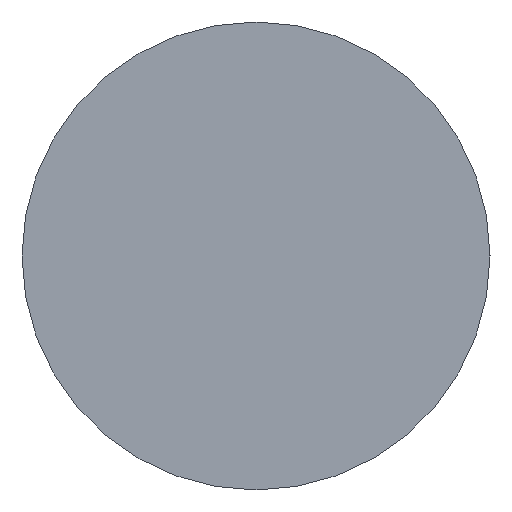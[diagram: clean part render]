
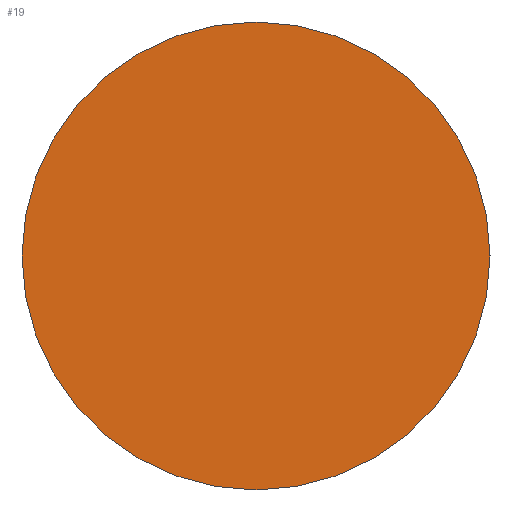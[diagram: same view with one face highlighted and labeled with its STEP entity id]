
A CAD part, left-side view. The second image highlights one B-rep face of the part: STEP entity #19.
In plain terms, the highlighted planar face has unit normal (-1, 0, 0).
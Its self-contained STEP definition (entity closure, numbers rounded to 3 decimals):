
#1 = DIRECTION ( 'NONE',  ( 0., 0., -1. ) ) ;
#6 = VERTEX_POINT ( 'NONE', #9 ) ;
#9 = CARTESIAN_POINT ( 'NONE',  ( 0., 0., 4. ) ) ;
#16 = CARTESIAN_POINT ( 'NONE',  ( 0., 0., -4. ) ) ;
#19 = ADVANCED_FACE ( 'NONE', ( #74 ), #153, .F. ) ;
#25 = AXIS2_PLACEMENT_3D ( 'NONE', #54, #86, #1 ) ;
#27 = DIRECTION ( 'NONE',  ( 0., 0., -1. ) ) ;
#39 = ORIENTED_EDGE ( 'NONE', *, *, #139, .F. ) ;
#46 = CIRCLE ( 'NONE', #145, 4. ) ;
#50 = AXIS2_PLACEMENT_3D ( 'NONE', #81, #76, #103 ) ;
#52 = ORIENTED_EDGE ( 'NONE', *, *, #126, .F. ) ;
#54 = CARTESIAN_POINT ( 'NONE',  ( 0., 0., 0. ) ) ;
#72 = CIRCLE ( 'NONE', #25, 4. ) ;
#74 = FACE_OUTER_BOUND ( 'NONE', #91, .T. ) ;
#76 = DIRECTION ( 'NONE',  ( 1., 0., 0. ) ) ;
#81 = CARTESIAN_POINT ( 'NONE',  ( 0., 0., 0. ) ) ;
#86 = DIRECTION ( 'NONE',  ( 1., 0., 0. ) ) ;
#91 = EDGE_LOOP ( 'NONE', ( #39, #52 ) ) ;
#92 = CARTESIAN_POINT ( 'NONE',  ( 0., 0., 0. ) ) ;
#103 = DIRECTION ( 'NONE',  ( 0., 0., -1. ) ) ;
#106 = DIRECTION ( 'NONE',  ( 1., 0., 0. ) ) ;
#126 = EDGE_CURVE ( 'NONE', #168, #6, #46, .T. ) ;
#139 = EDGE_CURVE ( 'NONE', #6, #168, #72, .T. ) ;
#145 = AXIS2_PLACEMENT_3D ( 'NONE', #92, #106, #27 ) ;
#153 = PLANE ( 'NONE',  #50 ) ;
#168 = VERTEX_POINT ( 'NONE', #16 ) ;
